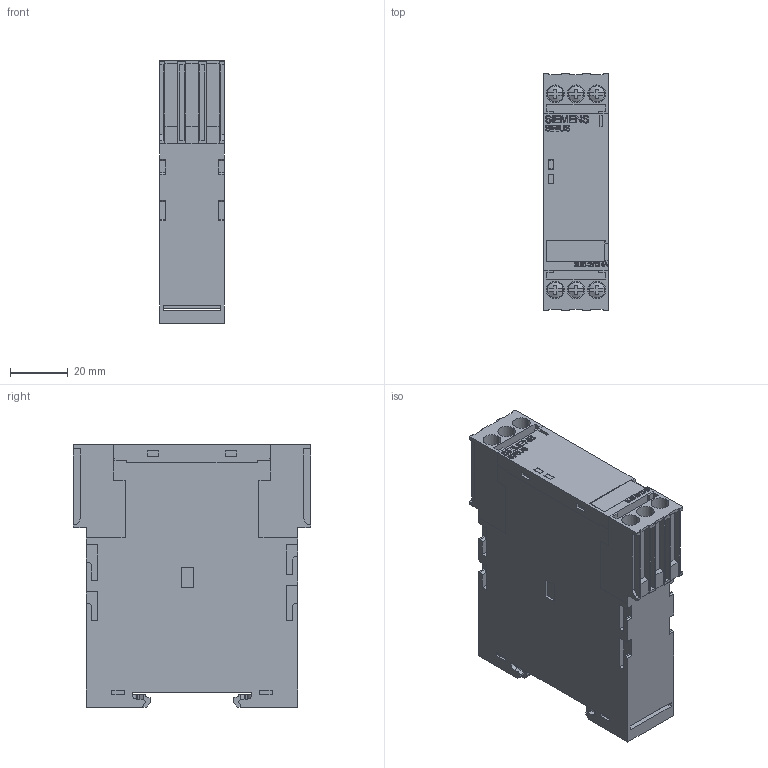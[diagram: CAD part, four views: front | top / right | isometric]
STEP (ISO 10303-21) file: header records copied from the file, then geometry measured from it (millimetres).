
FILE_DESCRIPTION(('STEP AP214'),'1');
FILE_NAME('cctmp_6459371A-E2F6-4FD9-B8BC-C03F9E31E5FA_2023_08_15_13_09_20_0874..stp','2023-08-15T11:09:22',('SIEMENS A&D'),('CADClick - www.CADClick.com'),'Spatial InterOp 3D postprocessed',' ','unknown authorization');
FILE_SCHEMA(('AUTOMOTIVE_DESIGN'));
Length unit declared in the file: millimetre
Products named in the file (1): 2023_08_15_13_09_20_0816
Bounding box: 22.5 x 82.45 x 91 mm (x, y, z)
Volume: 144647.2 mm3; surface area: 28978.6 mm2
Topology: 1 solids, 1 shells, 991 faces, 2789 edges, 1858 vertices
Faces by surface type: plane 666, cylinder 168, bspline 157
Entity records: 50113 total; most frequent: CARTESIAN_POINT 22364, ORIENTED_EDGE 5578, DIRECTION 4397, EDGE_CURVE 2789, LINE 2151, VECTOR 2151, VERTEX_POINT 1858, AXIS2_PLACEMENT_3D 1123
